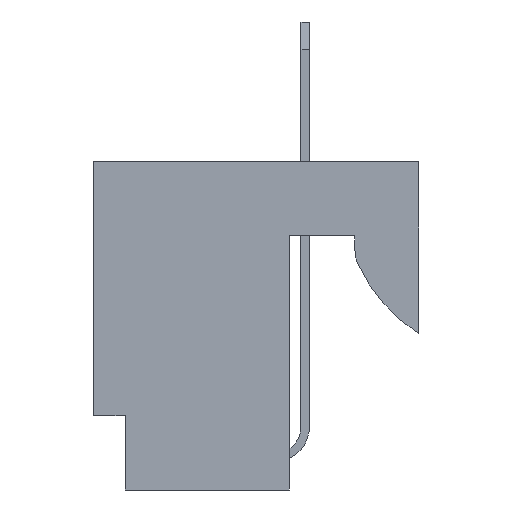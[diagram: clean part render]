
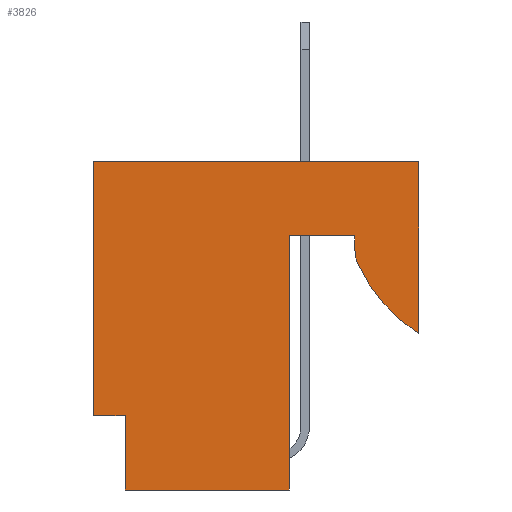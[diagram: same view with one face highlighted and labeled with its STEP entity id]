
A CAD part, left-side view. The second image highlights one B-rep face of the part: STEP entity #3826.
In plain terms, the highlighted planar face has unit normal (-1, 0, 0).
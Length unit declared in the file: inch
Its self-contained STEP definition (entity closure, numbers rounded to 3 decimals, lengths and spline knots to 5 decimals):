
#1=DIRECTION('',(0.,0.,-1.));
#2=VECTOR('',#1,0.16208);
#3=CARTESIAN_POINT('',(-0.198,0.,0.));
#4=LINE('',#3,#2);
#5=CARTESIAN_POINT('',(-0.198,-0.0797,-0.035));
#6=DIRECTION('',(1.,0.,0.));
#7=DIRECTION('',(0.,0.531,-0.847));
#8=AXIS2_PLACEMENT_3D('',#5,#6,#7);
#10=CARTESIAN_POINT('',(-0.198,0.03,-0.08365));
#11=DIRECTION('',(1.,0.,0.));
#12=DIRECTION('',(0.,0.914,-0.405));
#13=AXIS2_PLACEMENT_3D('',#10,#11,#12);
#15=DIRECTION('',(0.,0.,1.));
#16=VECTOR('',#15,0.01365);
#17=CARTESIAN_POINT('',(-0.198,0.06,-0.08365));
#18=LINE('',#17,#16);
#19=DIRECTION('',(0.,1.,0.));
#20=VECTOR('',#19,0.062);
#21=CARTESIAN_POINT('',(-0.198,0.06,-0.07));
#22=LINE('',#21,#20);
#23=DIRECTION('',(0.,0.,-1.));
#24=VECTOR('',#23,0.24);
#25=CARTESIAN_POINT('',(-0.198,0.122,-0.07));
#26=LINE('',#25,#24);
#27=DIRECTION('',(0.,1.,0.));
#28=VECTOR('',#27,0.155);
#29=CARTESIAN_POINT('',(-0.198,0.122,-0.31));
#30=LINE('',#29,#28);
#31=DIRECTION('',(0.,0.,1.));
#32=VECTOR('',#31,0.07);
#33=CARTESIAN_POINT('',(-0.198,0.277,-0.31));
#34=LINE('',#33,#32);
#35=DIRECTION('',(0.,1.,0.));
#36=VECTOR('',#35,0.03);
#37=CARTESIAN_POINT('',(-0.198,0.277,-0.24));
#38=LINE('',#37,#36);
#39=DIRECTION('',(0.,0.,1.));
#40=VECTOR('',#39,0.24);
#41=CARTESIAN_POINT('',(-0.198,0.307,-0.24));
#42=LINE('',#41,#40);
#43=DIRECTION('',(0.,-1.,0.));
#44=VECTOR('',#43,0.307);
#45=CARTESIAN_POINT('',(-0.198,0.307,0.));
#46=LINE('',#45,#44);
#2881=CARTESIAN_POINT('',(-0.198,0.,0.));
#2882=CARTESIAN_POINT('',(-0.198,0.,-0.16208));
#2883=VERTEX_POINT('',#2881);
#2884=VERTEX_POINT('',#2882);
#2885=CARTESIAN_POINT('',(-0.198,0.06,-0.07));
#2886=CARTESIAN_POINT('',(-0.198,0.122,-0.07));
#2887=VERTEX_POINT('',#2885);
#2888=VERTEX_POINT('',#2886);
#2889=CARTESIAN_POINT('',(-0.198,0.122,-0.31));
#2890=VERTEX_POINT('',#2889);
#2891=CARTESIAN_POINT('',(-0.198,0.277,-0.31));
#2892=VERTEX_POINT('',#2891);
#2893=CARTESIAN_POINT('',(-0.198,0.277,-0.24));
#2894=VERTEX_POINT('',#2893);
#2895=CARTESIAN_POINT('',(-0.198,0.307,-0.24));
#2896=VERTEX_POINT('',#2895);
#2897=CARTESIAN_POINT('',(-0.198,0.307,0.));
#2898=VERTEX_POINT('',#2897);
#3069=CARTESIAN_POINT('',(-0.198,0.05742,-0.09581));
#3070=VERTEX_POINT('',#3069);
#3071=CARTESIAN_POINT('',(-0.198,0.06,-0.08365));
#3072=VERTEX_POINT('',#3071);
#3797=CARTESIAN_POINT('',(-0.198,0.,0.));
#3798=DIRECTION('',(1.,0.,0.));
#3799=DIRECTION('',(0.,0.,-1.));
#3800=AXIS2_PLACEMENT_3D('',#3797,#3798,#3799);
#3801=PLANE('',#3800);
#3803=ORIENTED_EDGE('',*,*,#3802,.T.);
#3805=ORIENTED_EDGE('',*,*,#3804,.T.);
#3807=ORIENTED_EDGE('',*,*,#3806,.T.);
#3809=ORIENTED_EDGE('',*,*,#3808,.T.);
#3811=ORIENTED_EDGE('',*,*,#3810,.T.);
#3813=ORIENTED_EDGE('',*,*,#3812,.T.);
#3815=ORIENTED_EDGE('',*,*,#3814,.T.);
#3817=ORIENTED_EDGE('',*,*,#3816,.T.);
#3819=ORIENTED_EDGE('',*,*,#3818,.T.);
#3821=ORIENTED_EDGE('',*,*,#3820,.T.);
#3823=ORIENTED_EDGE('',*,*,#3822,.T.);
#3824=EDGE_LOOP('',(#3803,#3805,#3807,#3809,#3811,#3813,#3815,#3817,#3819,#3821,
#3823));
#3825=FACE_OUTER_BOUND('',#3824,.F.);
#3826=ADVANCED_FACE('',(#3825),#3801,.F.);
#9=CIRCLE('',#8,0.15);
#14=CIRCLE('',#13,0.03);
#3802=EDGE_CURVE('',#2883,#2884,#4,.T.);
#3804=EDGE_CURVE('',#2884,#3070,#9,.T.);
#3806=EDGE_CURVE('',#3070,#3072,#14,.T.);
#3808=EDGE_CURVE('',#3072,#2887,#18,.T.);
#3810=EDGE_CURVE('',#2887,#2888,#22,.T.);
#3812=EDGE_CURVE('',#2888,#2890,#26,.T.);
#3814=EDGE_CURVE('',#2890,#2892,#30,.T.);
#3816=EDGE_CURVE('',#2892,#2894,#34,.T.);
#3818=EDGE_CURVE('',#2894,#2896,#38,.T.);
#3820=EDGE_CURVE('',#2896,#2898,#42,.T.);
#3822=EDGE_CURVE('',#2898,#2883,#46,.T.);
